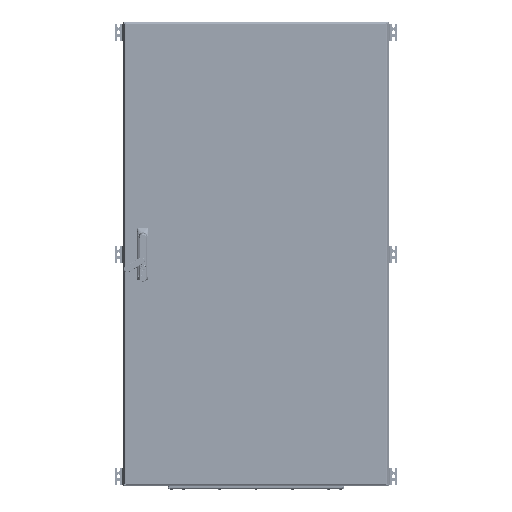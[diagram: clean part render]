
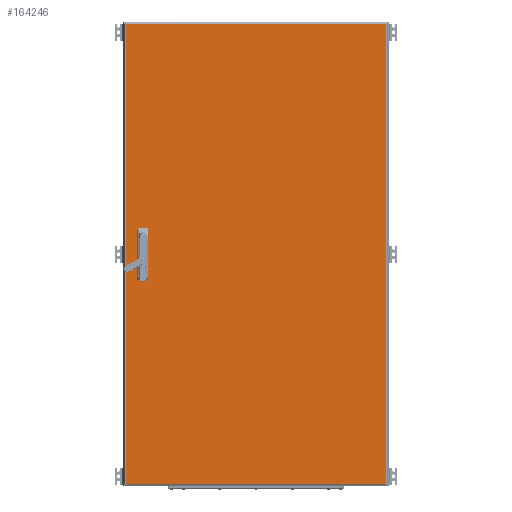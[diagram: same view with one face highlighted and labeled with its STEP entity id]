
A CAD part, top view. The second image highlights one B-rep face of the part: STEP entity #164246.
In plain terms, the highlighted planar face has unit normal (0, 0, 1).
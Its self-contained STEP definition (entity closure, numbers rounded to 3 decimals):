
#1476 = VERTEX_POINT ( 'NONE', #70703 ) ;
#1529 = VERTEX_POINT ( 'NONE', #135059 ) ;
#2069 = EDGE_CURVE ( 'NONE', #99654, #107202, #86912, .T. ) ;
#7649 = LINE ( 'NONE', #119724, #133544 ) ;
#8046 = LINE ( 'NONE', #147185, #131294 ) ;
#9638 = EDGE_CURVE ( 'NONE', #183890, #134032, #8046, .T. ) ;
#14283 = VECTOR ( 'NONE', #147260, 1000. ) ;
#20834 = CARTESIAN_POINT ( 'NONE',  ( -328.8, -75., 0. ) ) ;
#22502 = AXIS2_PLACEMENT_3D ( 'NONE', #175922, #202934, #159313 ) ;
#26196 = LINE ( 'NONE', #153851, #74995 ) ;
#26240 = CARTESIAN_POINT ( 'NONE',  ( -353.8, -75., 0. ) ) ;
#28015 = LINE ( 'NONE', #29048, #202535 ) ;
#28133 = LINE ( 'NONE', #139180, #163869 ) ;
#28424 = LINE ( 'NONE', #91722, #69189 ) ;
#28491 = EDGE_CURVE ( 'NONE', #43324, #164465, #43992, .T. ) ;
#29048 = CARTESIAN_POINT ( 'NONE',  ( -353.8, -75., 0. ) ) ;
#29500 = DIRECTION ( 'NONE',  ( -1., 0., 0. ) ) ;
#30271 = EDGE_LOOP ( 'NONE', ( #134966, #158314, #141960, #91792 ) ) ;
#31772 = EDGE_CURVE ( 'NONE', #107202, #193531, #176380, .T. ) ;
#32692 = FACE_OUTER_BOUND ( 'NONE', #33578, .T. ) ;
#33578 = EDGE_LOOP ( 'NONE', ( #187404, #75235, #43689, #83174 ) ) ;
#34156 = CARTESIAN_POINT ( 'NONE',  ( 393., -694.293, 0. ) ) ;
#35081 = VECTOR ( 'NONE', #132925, 1000. ) ;
#35770 = CARTESIAN_POINT ( 'NONE',  ( -353.8, 75., 0. ) ) ;
#35921 = EDGE_CURVE ( 'NONE', #43324, #1529, #26196, .T. ) ;
#40224 = CARTESIAN_POINT ( 'NONE',  ( -394.293, -693., 0. ) ) ;
#41375 = VECTOR ( 'NONE', #29500, 1000. ) ;
#43324 = VERTEX_POINT ( 'NONE', #180939 ) ;
#43689 = ORIENTED_EDGE ( 'NONE', *, *, #161011, .T. ) ;
#43992 = LINE ( 'NONE', #170685, #41375 ) ;
#47187 = PLANE ( 'NONE',  #22502 ) ;
#51216 = CARTESIAN_POINT ( 'NONE',  ( -328.8, -25., 0. ) ) ;
#53042 = EDGE_CURVE ( 'NONE', #183890, #101623, #67571, .T. ) ;
#58111 = EDGE_CURVE ( 'NONE', #77471, #99654, #28424, .T. ) ;
#62327 = CARTESIAN_POINT ( 'NONE',  ( -393., 693., 0. ) ) ;
#63602 = ORIENTED_EDGE ( 'NONE', *, *, #99682, .F. ) ;
#64855 = FACE_BOUND ( 'NONE', #149828, .T. ) ;
#67571 = LINE ( 'NONE', #20834, #35081 ) ;
#68951 = DIRECTION ( 'NONE',  ( -1., 0., 0. ) ) ;
#69189 = VECTOR ( 'NONE', #155073, 1000. ) ;
#70703 = CARTESIAN_POINT ( 'NONE',  ( -353.8, -25., 0. ) ) ;
#73908 = EDGE_CURVE ( 'NONE', #164465, #161092, #28133, .T. ) ;
#74995 = VECTOR ( 'NONE', #124711, 1000. ) ;
#75235 = ORIENTED_EDGE ( 'NONE', *, *, #31772, .T. ) ;
#77387 = DIRECTION ( 'NONE',  ( -1., 0., 0. ) ) ;
#77471 = VERTEX_POINT ( 'NONE', #62327 ) ;
#83174 = ORIENTED_EDGE ( 'NONE', *, *, #58111, .T. ) ;
#85958 = ORIENTED_EDGE ( 'NONE', *, *, #168582, .T. ) ;
#86912 = LINE ( 'NONE', #40224, #110128 ) ;
#87955 = DIRECTION ( 'NONE',  ( -1., 0., 0. ) ) ;
#90088 = LINE ( 'NONE', #121271, #156647 ) ;
#91722 = CARTESIAN_POINT ( 'NONE',  ( -393., 694.293, 0. ) ) ;
#91792 = ORIENTED_EDGE ( 'NONE', *, *, #170843, .T. ) ;
#92335 = DIRECTION ( 'NONE',  ( 0., 1., 0. ) ) ;
#92996 = CARTESIAN_POINT ( 'NONE',  ( 394.293, 693., 0. ) ) ;
#99654 = VERTEX_POINT ( 'NONE', #131235 ) ;
#99682 = EDGE_CURVE ( 'NONE', #101623, #1476, #7649, .T. ) ;
#101623 = VERTEX_POINT ( 'NONE', #51216 ) ;
#107202 = VERTEX_POINT ( 'NONE', #120583 ) ;
#110128 = VECTOR ( 'NONE', #164855, 1000. ) ;
#112577 = FACE_BOUND ( 'NONE', #30271, .T. ) ;
#116991 = CARTESIAN_POINT ( 'NONE',  ( -328.8, -75., 0. ) ) ;
#119724 = CARTESIAN_POINT ( 'NONE',  ( -328.8, -25., 0. ) ) ;
#120583 = CARTESIAN_POINT ( 'NONE',  ( 393., -693., 0. ) ) ;
#121271 = CARTESIAN_POINT ( 'NONE',  ( 0., 25., 0. ) ) ;
#124711 = DIRECTION ( 'NONE',  ( 0., -1., 0. ) ) ;
#128232 = CARTESIAN_POINT ( 'NONE',  ( -353.8, 25., 0. ) ) ;
#131235 = CARTESIAN_POINT ( 'NONE',  ( -393., -693., 0. ) ) ;
#131236 = CARTESIAN_POINT ( 'NONE',  ( 393., 693., 0. ) ) ;
#131294 = VECTOR ( 'NONE', #87955, 1000. ) ;
#132925 = DIRECTION ( 'NONE',  ( 0., 1., 0. ) ) ;
#133544 = VECTOR ( 'NONE', #68951, 1000. ) ;
#134032 = VERTEX_POINT ( 'NONE', #26240 ) ;
#134966 = ORIENTED_EDGE ( 'NONE', *, *, #73908, .F. ) ;
#135059 = CARTESIAN_POINT ( 'NONE',  ( -328.8, 25., 0. ) ) ;
#139180 = CARTESIAN_POINT ( 'NONE',  ( -353.8, 0., 0. ) ) ;
#141960 = ORIENTED_EDGE ( 'NONE', *, *, #35921, .T. ) ;
#147185 = CARTESIAN_POINT ( 'NONE',  ( -328.8, -75., 0. ) ) ;
#147260 = DIRECTION ( 'NONE',  ( 0., 1., 0. ) ) ;
#149828 = EDGE_LOOP ( 'NONE', ( #170823, #85958, #63602, #195934 ) ) ;
#153433 = DIRECTION ( 'NONE',  ( -1., 0., 0. ) ) ;
#153851 = CARTESIAN_POINT ( 'NONE',  ( -328.8, 0., 0. ) ) ;
#155073 = DIRECTION ( 'NONE',  ( 0., -1., 0. ) ) ;
#156647 = VECTOR ( 'NONE', #153433, 1000. ) ;
#158314 = ORIENTED_EDGE ( 'NONE', *, *, #28491, .F. ) ;
#159313 = DIRECTION ( 'NONE',  ( -1., 0., 0. ) ) ;
#161011 = EDGE_CURVE ( 'NONE', #193531, #77471, #171931, .T. ) ;
#161092 = VERTEX_POINT ( 'NONE', #128232 ) ;
#163869 = VECTOR ( 'NONE', #184892, 1000. ) ;
#164246 = ADVANCED_FACE ( 'NONE', ( #112577, #32692, #64855 ), #47187, .F. ) ;
#164465 = VERTEX_POINT ( 'NONE', #35770 ) ;
#164855 = DIRECTION ( 'NONE',  ( 1., 0., 0. ) ) ;
#168582 = EDGE_CURVE ( 'NONE', #134032, #1476, #28015, .T. ) ;
#170685 = CARTESIAN_POINT ( 'NONE',  ( 0., 75., 0. ) ) ;
#170823 = ORIENTED_EDGE ( 'NONE', *, *, #9638, .T. ) ;
#170843 = EDGE_CURVE ( 'NONE', #1529, #161092, #90088, .T. ) ;
#171931 = LINE ( 'NONE', #92996, #204598 ) ;
#175922 = CARTESIAN_POINT ( 'NONE',  ( 0., 0., 0. ) ) ;
#176380 = LINE ( 'NONE', #34156, #14283 ) ;
#180939 = CARTESIAN_POINT ( 'NONE',  ( -328.8, 75., 0. ) ) ;
#183890 = VERTEX_POINT ( 'NONE', #116991 ) ;
#184892 = DIRECTION ( 'NONE',  ( 0., -1., 0. ) ) ;
#187404 = ORIENTED_EDGE ( 'NONE', *, *, #2069, .T. ) ;
#193531 = VERTEX_POINT ( 'NONE', #131236 ) ;
#195934 = ORIENTED_EDGE ( 'NONE', *, *, #53042, .F. ) ;
#202535 = VECTOR ( 'NONE', #92335, 1000. ) ;
#202934 = DIRECTION ( 'NONE',  ( 0., 0., -1. ) ) ;
#204598 = VECTOR ( 'NONE', #77387, 1000. ) ;
